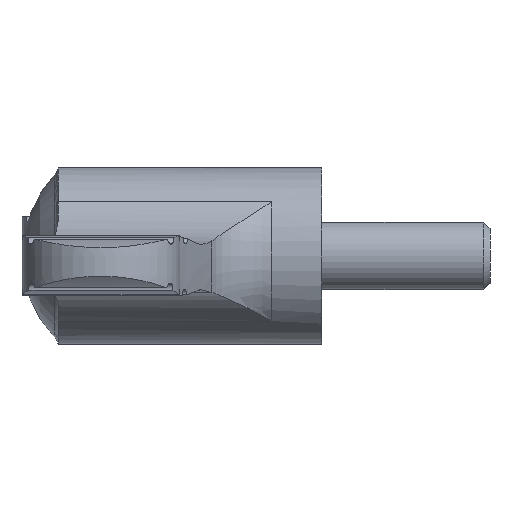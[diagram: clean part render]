
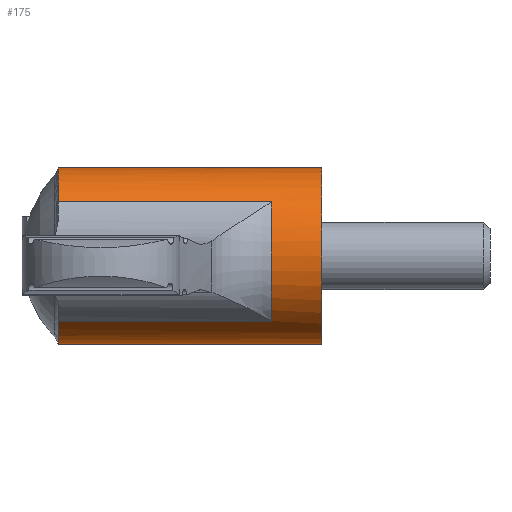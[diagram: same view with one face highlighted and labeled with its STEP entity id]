
A CAD part, left-side view. The second image highlights one B-rep face of the part: STEP entity #175.
In plain terms, the highlighted cylindrical face has radius 10.5 mm (diameter 21 mm), a full revolution.
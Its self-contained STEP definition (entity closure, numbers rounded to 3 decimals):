
#175 = ADVANCED_FACE( '', ( #349, #350 ), #351, .T. );
#349 = FACE_OUTER_BOUND( '', #515, .T. );
#350 = FACE_OUTER_BOUND( '', #516, .T. );
#351 = CYLINDRICAL_SURFACE( '', #517, 10.5 );
#515 = EDGE_LOOP( '', ( #986 ) );
#516 = EDGE_LOOP( '', ( #987, #988, #989, #990, #991, #992, #993, #994 ) );
#517 = AXIS2_PLACEMENT_3D( '', #995, #996, #997 );
#986 = ORIENTED_EDGE( '', *, *, #1013, .F. );
#987 = ORIENTED_EDGE( '', *, *, #1184, .T. );
#988 = ORIENTED_EDGE( '', *, *, #1082, .F. );
#989 = ORIENTED_EDGE( '', *, *, #1047, .F. );
#990 = ORIENTED_EDGE( '', *, *, #1059, .T. );
#991 = ORIENTED_EDGE( '', *, *, #1174, .T. );
#992 = ORIENTED_EDGE( '', *, *, #1181, .F. );
#993 = ORIENTED_EDGE( '', *, *, #1043, .F. );
#994 = ORIENTED_EDGE( '', *, *, #1140, .T. );
#995 = CARTESIAN_POINT( '', ( 0., 0., 0. ) );
#996 = DIRECTION( '', ( 0., 1., 0. ) );
#997 = DIRECTION( '', ( 0., 0., -1. ) );
#1013 = EDGE_CURVE( '', #1214, #1214, #1215, .T. );
#1043 = EDGE_CURVE( '', #1266, #1268, #1269, .T. );
#1047 = EDGE_CURVE( '', #1274, #1276, #1277, .T. );
#1059 = EDGE_CURVE( '', #1274, #1294, #1296, .T. );
#1082 = EDGE_CURVE( '', #1276, #1331, #1332, .T. );
#1140 = EDGE_CURVE( '', #1266, #1412, #1414, .T. );
#1174 = EDGE_CURVE( '', #1294, #1453, #1455, .T. );
#1181 = EDGE_CURVE( '', #1268, #1453, #1462, .T. );
#1184 = EDGE_CURVE( '', #1412, #1331, #1465, .T. );
#1214 = VERTEX_POINT( '', #1520 );
#1215 = CIRCLE( '', #1521, 10.5 );
#1266 = VERTEX_POINT( '', #1637 );
#1268 = VERTEX_POINT( '', #1644 );
#1269 = CIRCLE( '', #1645, 10.5 );
#1274 = VERTEX_POINT( '', #1655 );
#1276 = VERTEX_POINT( '', #1662 );
#1277 = CIRCLE( '', #1663, 10.5 );
#1294 = VERTEX_POINT( '', #1713 );
#1296 = LINE( '', #1730, #1731 );
#1331 = VERTEX_POINT( '', #1916 );
#1332 = LINE( '', #1917, #1918 );
#1412 = VERTEX_POINT( '', #2336 );
#1414 = LINE( '', #2353, #2354 );
#1453 = VERTEX_POINT( '', #2434 );
#1455 = CIRCLE( '', #2452, 10.5 );
#1462 = LINE( '', #2466, #2467 );
#1465 = CIRCLE( '', #2470, 10.5 );
#1520 = CARTESIAN_POINT( '', ( 0., 0., -10.5 ) );
#1521 = AXIS2_PLACEMENT_3D( '', #2480, #2481, #2482 );
#1637 = CARTESIAN_POINT( '', ( 8.303, 31.308, -6.427 ) );
#1644 = CARTESIAN_POINT( '', ( -7.109, 31.308, -7.728 ) );
#1645 = AXIS2_PLACEMENT_3D( '', #2499, #2500, #2501 );
#1655 = CARTESIAN_POINT( '', ( -8.303, 31.308, 6.427 ) );
#1662 = CARTESIAN_POINT( '', ( 7.109, 31.308, 7.728 ) );
#1663 = AXIS2_PLACEMENT_3D( '', #2505, #2506, #2507 );
#1713 = CARTESIAN_POINT( '', ( -8.303, 5.998, 6.427 ) );
#1730 = CARTESIAN_POINT( '', ( -8.303, 87.7, 6.427 ) );
#1731 = VECTOR( '', #2513, 1000. );
#1916 = CARTESIAN_POINT( '', ( 7.109, 5.998, 7.728 ) );
#1917 = CARTESIAN_POINT( '', ( 7.109, 87.7, 7.728 ) );
#1918 = VECTOR( '', #2523, 1000. );
#2336 = CARTESIAN_POINT( '', ( 8.303, 5.998, -6.427 ) );
#2353 = CARTESIAN_POINT( '', ( 8.303, 87.7, -6.427 ) );
#2354 = VECTOR( '', #2541, 1000. );
#2434 = CARTESIAN_POINT( '', ( -7.109, 5.998, -7.728 ) );
#2452 = AXIS2_PLACEMENT_3D( '', #2554, #2555, #2556 );
#2466 = CARTESIAN_POINT( '', ( -7.109, 87.7, -7.728 ) );
#2467 = VECTOR( '', #2560, 1000. );
#2470 = AXIS2_PLACEMENT_3D( '', #2561, #2562, #2563 );
#2480 = CARTESIAN_POINT( '', ( 0., 0., 0. ) );
#2481 = DIRECTION( '', ( 0., -1., 0. ) );
#2482 = DIRECTION( '', ( 0., 0., -1. ) );
#2499 = CARTESIAN_POINT( '', ( 0., 31.308, 0. ) );
#2500 = DIRECTION( '', ( 0., 1., 0. ) );
#2501 = DIRECTION( '', ( 0., 0., 1. ) );
#2505 = CARTESIAN_POINT( '', ( 0., 31.308, 0. ) );
#2506 = DIRECTION( '', ( 0., 1., 0. ) );
#2507 = DIRECTION( '', ( 0., 0., 1. ) );
#2513 = DIRECTION( '', ( 0., -1., 0. ) );
#2523 = DIRECTION( '', ( 0., -1., 0. ) );
#2541 = DIRECTION( '', ( 0., -1., 0. ) );
#2554 = CARTESIAN_POINT( '', ( 0., 5.998, 0. ) );
#2555 = DIRECTION( '', ( 0., -1., 0. ) );
#2556 = DIRECTION( '', ( 0., 0., -1. ) );
#2560 = DIRECTION( '', ( 0., -1., 0. ) );
#2561 = CARTESIAN_POINT( '', ( 0., 5.998, 0. ) );
#2562 = DIRECTION( '', ( 0., -1., 0. ) );
#2563 = DIRECTION( '', ( 0., 0., -1. ) );
